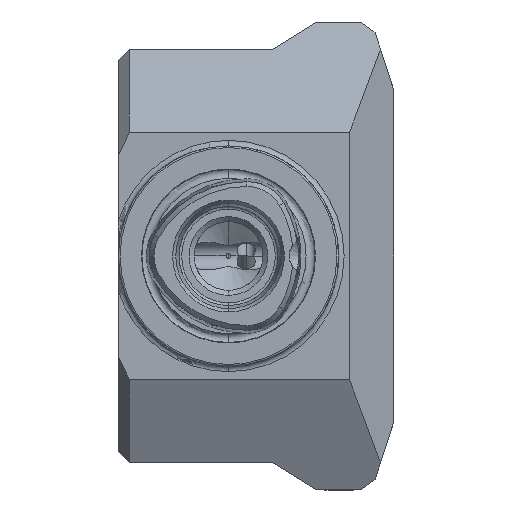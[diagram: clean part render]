
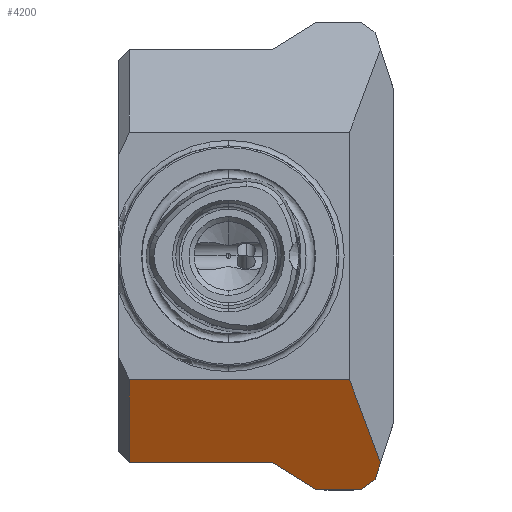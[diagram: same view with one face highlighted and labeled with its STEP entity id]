
A CAD part, left-side view. The second image highlights one B-rep face of the part: STEP entity #4200.
In plain terms, the highlighted planar face has unit normal (-0.883, 0, -0.469).
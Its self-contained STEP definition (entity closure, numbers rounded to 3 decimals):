
#8 = VERTEX_POINT ( 'NONE', #15194 ) ;
#97 = CARTESIAN_POINT ( 'NONE',  ( 28.006, -27.606, -37.557 ) ) ;
#460 = VERTEX_POINT ( 'NONE', #9082 ) ;
#1241 = FACE_OUTER_BOUND ( 'NONE', #3931, .T. ) ;
#1301 = EDGE_CURVE ( 'NONE', #14616, #8533, #8699, .T. ) ;
#1402 = ORIENTED_EDGE ( 'NONE', *, *, #4219, .T. ) ;
#1648 = EDGE_CURVE ( 'NONE', #4732, #16045, #15149, .T. ) ;
#1772 = CARTESIAN_POINT ( 'NONE',  ( 30.634, -30., -42.5 ) ) ;
#1801 = VECTOR ( 'NONE', #12188, 1000. ) ;
#2071 = EDGE_CURVE ( 'NONE', #4278, #8, #5095, .T. ) ;
#2111 = LINE ( 'NONE', #5927, #14238 ) ;
#2273 = ORIENTED_EDGE ( 'NONE', *, *, #1301, .T. ) ;
#2302 = CARTESIAN_POINT ( 'NONE',  ( 14.296, -35.984, -11.772 ) ) ;
#2450 = CARTESIAN_POINT ( 'NONE',  ( 29.623, -26.618, -40.598 ) ) ;
#2874 = CARTESIAN_POINT ( 'NONE',  ( 26.615, -3.905, -34.94 ) ) ;
#3137 = DIRECTION ( 'NONE',  ( -0.298, -0.772, 0.561 ) ) ;
#3635 = DIRECTION ( 'NONE',  ( -0.451, -0.276, 0.849 ) ) ;
#3862 = CARTESIAN_POINT ( 'NONE',  ( 30.634, -30., -42.5 ) ) ;
#3931 = EDGE_LOOP ( 'NONE', ( #16639, #1402, #7915, #5236, #16799, #14247, #11309, #2273 ) ) ;
#4200 = ADVANCED_FACE ( 'NONE', ( #1241 ), #7313, .F. ) ;
#4219 = EDGE_CURVE ( 'NONE', #460, #15756, #2111, .T. ) ;
#4278 = VERTEX_POINT ( 'NONE', #11455 ) ;
#4732 = VERTEX_POINT ( 'NONE', #16555 ) ;
#5095 = LINE ( 'NONE', #16979, #5954 ) ;
#5125 = DIRECTION ( 'NONE',  ( 0.446, -0.312, -0.839 ) ) ;
#5236 = ORIENTED_EDGE ( 'NONE', *, *, #1648, .F. ) ;
#5272 = VECTOR ( 'NONE', #13377, 1000. ) ;
#5927 = CARTESIAN_POINT ( 'NONE',  ( 24.851, -38.97, -31.624 ) ) ;
#5954 = VECTOR ( 'NONE', #12764, 1000. ) ;
#6931 = VECTOR ( 'NONE', #13306, 1000. ) ;
#7313 = PLANE ( 'NONE',  #8896 ) ;
#7732 = EDGE_CURVE ( 'NONE', #8, #14616, #13702, .T. ) ;
#7820 = VECTOR ( 'NONE', #5125, 1000. ) ;
#7915 = ORIENTED_EDGE ( 'NONE', *, *, #13693, .T. ) ;
#8444 = EDGE_CURVE ( 'NONE', #460, #8533, #12793, .T. ) ;
#8513 = EDGE_CURVE ( 'NONE', #4732, #4278, #11747, .T. ) ;
#8533 = VERTEX_POINT ( 'NONE', #11785 ) ;
#8699 = LINE ( 'NONE', #2874, #1801 ) ;
#8896 = AXIS2_PLACEMENT_3D ( 'NONE', #1772, #12446, #12504 ) ;
#9082 = CARTESIAN_POINT ( 'NONE',  ( 30.634, -24., -42.5 ) ) ;
#10325 = VECTOR ( 'NONE', #3635, 1000. ) ;
#11143 = CARTESIAN_POINT ( 'NONE',  ( 20., -30., -22.5 ) ) ;
#11309 = ORIENTED_EDGE ( 'NONE', *, *, #7732, .T. ) ;
#11455 = CARTESIAN_POINT ( 'NONE',  ( 20., 18., -22.5 ) ) ;
#11747 = LINE ( 'NONE', #11143, #6931 ) ;
#11785 = CARTESIAN_POINT ( 'NONE',  ( 30.634, -16., -42.5 ) ) ;
#11983 = VECTOR ( 'NONE', #12724, 1000. ) ;
#12188 = DIRECTION ( 'NONE',  ( 0.271, -0.816, -0.51 ) ) ;
#12446 = DIRECTION ( 'NONE',  ( 0.883, 0., 0.469 ) ) ;
#12504 = DIRECTION ( 'NONE',  ( 0.469, 0., -0.883 ) ) ;
#12724 = DIRECTION ( 'NONE',  ( 0., -1., 0. ) ) ;
#12764 = DIRECTION ( 'NONE',  ( 0.469, 0., -0.883 ) ) ;
#12793 = LINE ( 'NONE', #3862, #5272 ) ;
#12962 = CARTESIAN_POINT ( 'NONE',  ( -7.476, -2.761, 29.175 ) ) ;
#13306 = DIRECTION ( 'NONE',  ( 0., 1., 0. ) ) ;
#13377 = DIRECTION ( 'NONE',  ( 0., 1., 0. ) ) ;
#13693 = EDGE_CURVE ( 'NONE', #15756, #16045, #16190, .T. ) ;
#13702 = LINE ( 'NONE', #16716, #11983 ) ;
#14238 = VECTOR ( 'NONE', #3137, 1000. ) ;
#14247 = ORIENTED_EDGE ( 'NONE', *, *, #2071, .T. ) ;
#14351 = CARTESIAN_POINT ( 'NONE',  ( 27.976, -8., -37.5 ) ) ;
#14616 = VERTEX_POINT ( 'NONE', #14351 ) ;
#15149 = LINE ( 'NONE', #12962, #7820 ) ;
#15194 = CARTESIAN_POINT ( 'NONE',  ( 27.976, 18., -37.5 ) ) ;
#15756 = VERTEX_POINT ( 'NONE', #2450 ) ;
#16045 = VERTEX_POINT ( 'NONE', #97 ) ;
#16190 = LINE ( 'NONE', #2302, #10325 ) ;
#16555 = CARTESIAN_POINT ( 'NONE',  ( 20., -22., -22.5 ) ) ;
#16639 = ORIENTED_EDGE ( 'NONE', *, *, #8444, .F. ) ;
#16716 = CARTESIAN_POINT ( 'NONE',  ( 27.976, 20., -37.5 ) ) ;
#16799 = ORIENTED_EDGE ( 'NONE', *, *, #8513, .T. ) ;
#16979 = CARTESIAN_POINT ( 'NONE',  ( 30.634, 18., -42.5 ) ) ;
